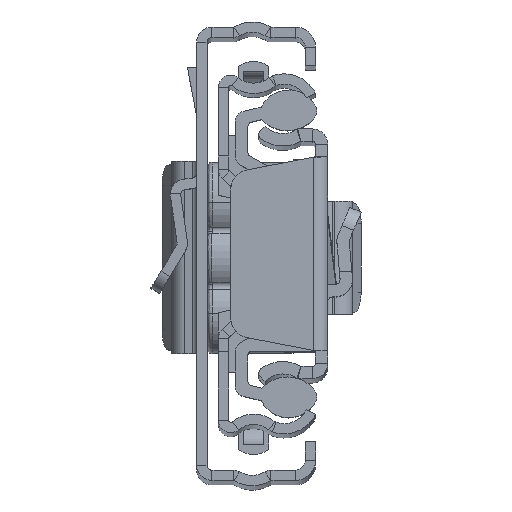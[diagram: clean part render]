
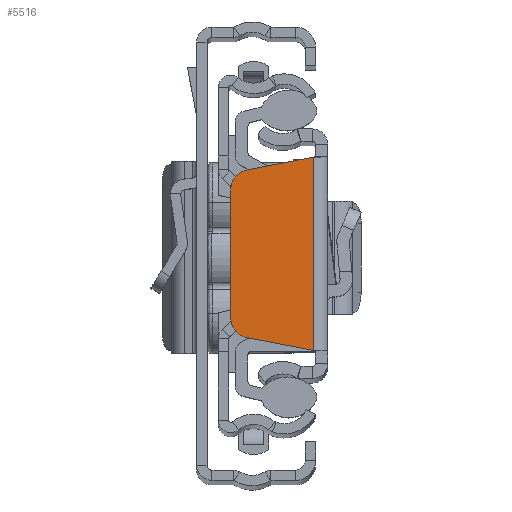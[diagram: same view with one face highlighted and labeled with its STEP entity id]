
A CAD part, top view. The second image highlights one B-rep face of the part: STEP entity #5516.
In plain terms, the highlighted planar face has unit normal (0, 0, 1).
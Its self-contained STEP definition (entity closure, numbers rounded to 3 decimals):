
#50 = EDGE_CURVE ( 'NONE', #4575, #3827, #8896, .T. ) ;
#1695 = DIRECTION ( 'NONE',  ( -1., 0., 0. ) ) ;
#1805 = FACE_OUTER_BOUND ( 'NONE', #14813, .T. ) ;
#1991 = CARTESIAN_POINT ( 'NONE',  ( -1.786, -9.298, 0. ) ) ;
#2019 = DIRECTION ( 'NONE',  ( 0., 0., -1. ) ) ;
#2104 = EDGE_CURVE ( 'NONE', #11198, #4575, #14034, .T. ) ;
#2811 = EDGE_CURVE ( 'NONE', #11198, #18697, #5477, .T. ) ;
#2932 = CARTESIAN_POINT ( 'NONE',  ( -7.401, -6.183, 0. ) ) ;
#2995 = DIRECTION ( 'NONE',  ( 0., -1., 0. ) ) ;
#3195 = LINE ( 'NONE', #16206, #4921 ) ;
#3827 = VERTEX_POINT ( 'NONE', #14545 ) ;
#4575 = VERTEX_POINT ( 'NONE', #19508 ) ;
#4848 = AXIS2_PLACEMENT_3D ( 'NONE', #2932, #11082, #8005 ) ;
#4921 = VECTOR ( 'NONE', #2995, 1000. ) ;
#5262 = DIRECTION ( 'NONE',  ( 0., -1., 0. ) ) ;
#5477 = LINE ( 'NONE', #16830, #10684 ) ;
#5516 = ADVANCED_FACE ( 'NONE', ( #1805 ), #6865, .F. ) ;
#5663 = VERTEX_POINT ( 'NONE', #14560 ) ;
#5826 = EDGE_CURVE ( 'NONE', #5663, #18697, #10231, .T. ) ;
#6775 = AXIS2_PLACEMENT_3D ( 'NONE', #12929, #9953, #9736 ) ;
#6865 = PLANE ( 'NONE',  #10021 ) ;
#7547 = ORIENTED_EDGE ( 'NONE', *, *, #2104, .T. ) ;
#7600 = EDGE_CURVE ( 'NONE', #9067, #5663, #10823, .T. ) ;
#8005 = DIRECTION ( 'NONE',  ( -1., 0., 0. ) ) ;
#8165 = CARTESIAN_POINT ( 'NONE',  ( -1.36, 9.379, 0. ) ) ;
#8896 = CIRCLE ( 'NONE', #6775, 2. ) ;
#9067 = VERTEX_POINT ( 'NONE', #13334 ) ;
#9736 = DIRECTION ( 'NONE',  ( -1., 0., 0. ) ) ;
#9915 = DIRECTION ( 'NONE',  ( 0.982, -0.189, 0. ) ) ;
#9953 = DIRECTION ( 'NONE',  ( 0., 0., 1. ) ) ;
#10021 = AXIS2_PLACEMENT_3D ( 'NONE', #13588, #2019, #1695 ) ;
#10231 = LINE ( 'NONE', #1991, #15685 ) ;
#10684 = VECTOR ( 'NONE', #5262, 1000. ) ;
#10823 = CIRCLE ( 'NONE', #4848, 2. ) ;
#11082 = DIRECTION ( 'NONE',  ( 0., 0., 1. ) ) ;
#11198 = VERTEX_POINT ( 'NONE', #8165 ) ;
#11200 = EDGE_CURVE ( 'NONE', #3827, #9067, #3195, .T. ) ;
#12157 = ORIENTED_EDGE ( 'NONE', *, *, #50, .T. ) ;
#12290 = CARTESIAN_POINT ( 'NONE',  ( -1.36, -9.379, 0. ) ) ;
#12929 = CARTESIAN_POINT ( 'NONE',  ( -7.401, 6.183, 0. ) ) ;
#13334 = CARTESIAN_POINT ( 'NONE',  ( -9.401, -6.183, 0. ) ) ;
#13588 = CARTESIAN_POINT ( 'NONE',  ( 0., 0., 0. ) ) ;
#14034 = LINE ( 'NONE', #15565, #14887 ) ;
#14545 = CARTESIAN_POINT ( 'NONE',  ( -9.401, 6.183, 0. ) ) ;
#14560 = CARTESIAN_POINT ( 'NONE',  ( -7.778, -8.147, 0. ) ) ;
#14813 = EDGE_LOOP ( 'NONE', ( #16868, #18185, #18233, #19260, #7547, #12157 ) ) ;
#14887 = VECTOR ( 'NONE', #17438, 1000. ) ;
#15565 = CARTESIAN_POINT ( 'NONE',  ( -1.786, 9.298, 0. ) ) ;
#15685 = VECTOR ( 'NONE', #9915, 1000. ) ;
#16206 = CARTESIAN_POINT ( 'NONE',  ( -9.401, 0., 0. ) ) ;
#16830 = CARTESIAN_POINT ( 'NONE',  ( -1.36, -9.379, 0. ) ) ;
#16868 = ORIENTED_EDGE ( 'NONE', *, *, #11200, .T. ) ;
#17438 = DIRECTION ( 'NONE',  ( -0.982, -0.189, 0. ) ) ;
#18185 = ORIENTED_EDGE ( 'NONE', *, *, #7600, .T. ) ;
#18233 = ORIENTED_EDGE ( 'NONE', *, *, #5826, .T. ) ;
#18697 = VERTEX_POINT ( 'NONE', #12290 ) ;
#19260 = ORIENTED_EDGE ( 'NONE', *, *, #2811, .F. ) ;
#19508 = CARTESIAN_POINT ( 'NONE',  ( -7.778, 8.147, 0. ) ) ;
